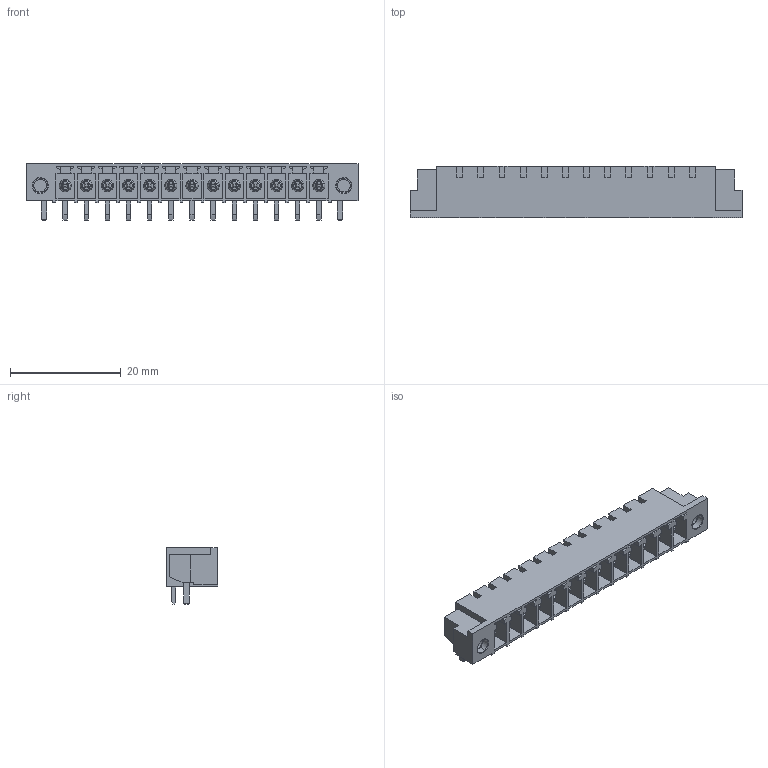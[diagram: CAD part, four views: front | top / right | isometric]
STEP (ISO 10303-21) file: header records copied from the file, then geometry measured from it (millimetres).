
FILE_DESCRIPTION(('CATIA V5 STEP','CAx-IF Rec.Pracs.--- Model Styling and Organization---1.2---2011-12-15'),'2;1');
FILE_NAME ('D1457726_0', '2018-10-11T04:41:19+00:00', ('none'), ('Weidmueller'), 'CATIA Version 5-6 Release 2014', 'CATIA V5 STEP AP214', 'none');
FILE_SCHEMA(('AUTOMOTIVE_DESIGN { 1 0 10303 214 1 1 1 1 }'));
Length unit declared in the file: millimetre
Products named in the file (1): 1863840000
Bounding box: 59.82 x 9.2 x 10.27 mm (x, y, z)
Volume: 1635.8 mm3; surface area: 5114.6 mm2
Topology: 16 solids, 16 shells, 1009 faces, 2955 edges, 2021 vertices
Faces by surface type: plane 765, cylinder 188, cone 30, torus 26
Entity records: 30502 total; most frequent: ORIENTED_EDGE 5910, CARTESIAN_POINT 5633, DIRECTION 3891, EDGE_CURVE 2955, VECTOR 2428, LINE 2428, VERTEX_POINT 2021, EDGE_LOOP 1078
